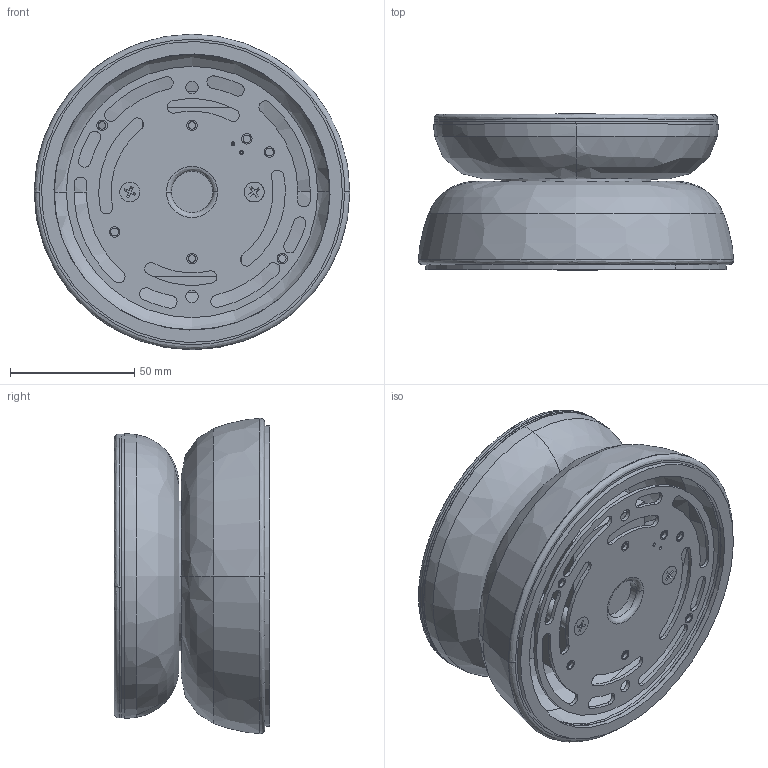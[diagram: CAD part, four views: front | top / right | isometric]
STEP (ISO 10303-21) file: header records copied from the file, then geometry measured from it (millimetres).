
FILE_DESCRIPTION (( 'STEP AP214' ), '1' );
FILE_NAME ('Totem Puck, IP44, Share CAD.STEP', '2024-09-21T00:45:53', ( '' ), ( '' ), 'SwSTEP 2.0', 'SolidWorks 2019', '' );
FILE_SCHEMA (( 'AUTOMOTIVE_DESIGN' ));
Length unit declared in the file: inch
Products named in the file (25): 畢鎢羲壽_2; 110掖啣郪蚾_3; 10W DS10W-0000 120-277V驱动_3; 埴遠LED 啣_3; O型圈100x1_1; 114埴醱啣郪爾_3; 毀嫖戚-樓綠_1; 114埴醱啣_3; Totem Puck, IP44, Share CAD; hexagon socket countersunk head screws gb_GB_FASTENER_SCREWS_HSCHS M4X10-N_3; 127埴柲階攫彶諳_1; 60硅胶圈_1; LED假蚾價釱_3; cross recessed countersunk head screws gb2_GB_CROSS_SCREWS_TYPE10 M3X8-6.35-H1-N_3; 101埴匐寑啣; 嫖埭郪蚾1_3; 蟀諉堵_3; ISP-020-嘐盄揤え_3; cross recessed countersunk head screws gb2_GB_CROSS_SCREWS_TYPE10 M4X6-3.3-H1-N_1; 121硅胶圈_1; cross recessed small pan head screws gb_GB_CROSS_SCREWS_TYPE3 M3X4-4-N_3; 埴遠LED 啣湍羲壽_2; cross recessed countersunk head screws gb2_GB_CROSS_SCREWS_TYPE10 M4X8-5.3-H1-N_3; 毀嫖戚_3; 芵嫖欶湍謂_3
Assembly tree (30 placements, depth 4):
  Totem Puck, IP44, Share CAD
    110掖啣郪蚾_3
      蟀諉堵_3  x2
      10W DS10W-0000 120-277V驱动_3
      cross recessed countersunk head screws gb2_GB_CROSS_SCREWS_TYPE10 M4X8-5.3-H1-N_3  x2
      127埴柲階攫彶諳_1
      121硅胶圈_1
      101埴匐寑啣
    嫖埭郪蚾1_3
      芵嫖欶湍謂_3
      毀嫖戚_3
      LED假蚾價釱_3
      cross recessed small pan head screws gb_GB_CROSS_SCREWS_TYPE3 M3X4-4-N_3  x3
      hexagon socket countersunk head screws gb_GB_FASTENER_SCREWS_HSCHS M4X10-N_3  x2
      114埴醱啣郪爾_3
        114埴醱啣_3
        cross recessed countersunk head screws gb2_GB_CROSS_SCREWS_TYPE10 M4X6-3.3-H1-N_1
      埴遠LED 啣湍羲壽_2
        埴遠LED 啣_3
        畢鎢羲壽_2
      ISP-020-嘐盄揤え_3
      cross recessed countersunk head screws gb2_GB_CROSS_SCREWS_TYPE10 M3X8-6.35-H1-N_3  x2
      毀嫖戚-樓綠_1
      O型圈100x1_1
    60硅胶圈_1
Bounding box: 126.78 x 62.5 x 126.78 mm (x, y, z)
Volume: 200315.7 mm3; surface area: 196743.2 mm2
Topology: 26 solids, 34 shells, 1004 faces, 2495 edges, 1618 vertices
Faces by surface type: plane 538, cylinder 322, cone 72, bspline 72
Entity records: 29950 total; most frequent: CARTESIAN_POINT 7737, DIRECTION 4485, ORIENTED_EDGE 4246, EDGE_CURVE 2137, AXIS2_PLACEMENT_3D 1567, VERTEX_POINT 1397, LINE 1351, VECTOR 1351
